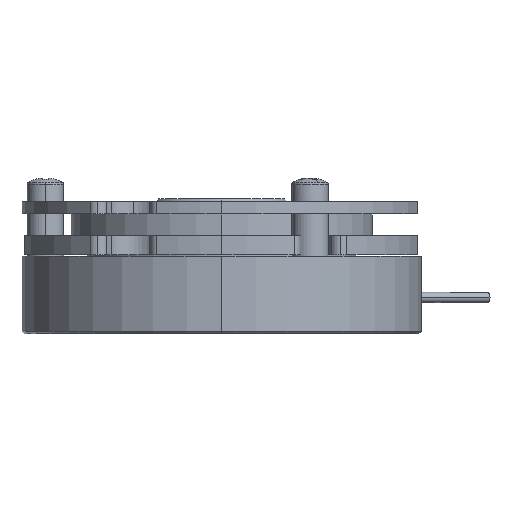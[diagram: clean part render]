
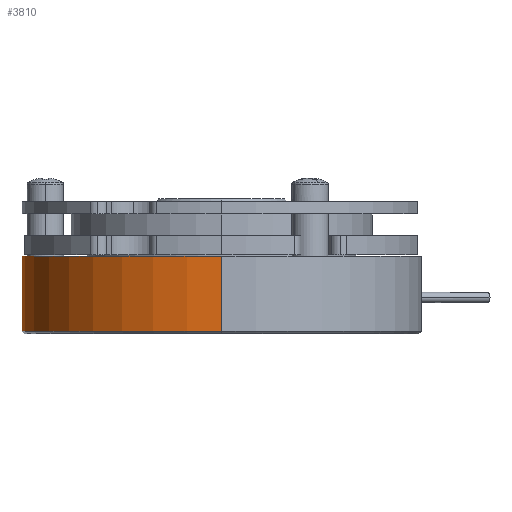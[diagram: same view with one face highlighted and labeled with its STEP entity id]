
A CAD part, left-side view. The second image highlights one B-rep face of the part: STEP entity #3810.
In plain terms, the highlighted cylindrical face has radius 38.5 mm (diameter 77 mm), a partial arc.
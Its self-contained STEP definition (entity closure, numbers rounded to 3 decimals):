
#3768 = ORIENTED_EDGE ( 'NONE', *, *, #3845, .F. ) ;
#3797 = VERTEX_POINT ( 'NONE', #12629 ) ;
#3798 = ORIENTED_EDGE ( 'NONE', *, *, #3854, .T. ) ;
#3810 = ADVANCED_FACE ( 'NONE', ( #12586 ), #12568, .T. ) ;
#3817 = EDGE_CURVE ( 'NONE', #3797, #4072, #12663, .T. ) ;
#3831 = ORIENTED_EDGE ( 'NONE', *, *, #3817, .F. ) ;
#3845 = EDGE_CURVE ( 'NONE', #3846, #3797, #12721, .T. ) ;
#3846 = VERTEX_POINT ( 'NONE', #12714 ) ;
#3851 = ORIENTED_EDGE ( 'NONE', *, *, #4091, .T. ) ;
#3854 = EDGE_CURVE ( 'NONE', #3846, #4092, #12680, .T. ) ;
#3857 = EDGE_LOOP ( 'NONE', ( #3768, #3798, #3851, #3831 ) ) ;
#4072 = VERTEX_POINT ( 'NONE', #13008 ) ;
#4091 = EDGE_CURVE ( 'NONE', #4092, #4072, #13063, .T. ) ;
#4092 = VERTEX_POINT ( 'NONE', #13058 ) ;
#12564 = DIRECTION ( 'NONE',  ( -1., 0., 0. ) ) ;
#12565 = DIRECTION ( 'NONE',  ( 0., 0., -1. ) ) ;
#12566 = CARTESIAN_POINT ( 'NONE',  ( 0., 0., 15. ) ) ;
#12567 = AXIS2_PLACEMENT_3D ( 'NONE', #12566, #12565, #12564 ) ;
#12568 = CYLINDRICAL_SURFACE ( 'NONE', #12567, 38.5 ) ;
#12586 = FACE_OUTER_BOUND ( 'NONE', #3857, .T. ) ;
#12629 = CARTESIAN_POINT ( 'NONE',  ( -38.5, 0., 15. ) ) ;
#12660 = DIRECTION ( 'NONE',  ( 0., 0., -1. ) ) ;
#12661 = VECTOR ( 'NONE', #12660, 1000. ) ;
#12662 = CARTESIAN_POINT ( 'NONE',  ( -38.5, 0., 15. ) ) ;
#12663 = LINE ( 'NONE', #12662, #12661 ) ;
#12678 = AXIS2_PLACEMENT_3D ( 'NONE', #12697, #12696, #12695 ) ;
#12679 = CARTESIAN_POINT ( 'NONE',  ( 38.5, 0., 15. ) ) ;
#12680 = LINE ( 'NONE', #12679, #12699 ) ;
#12695 = DIRECTION ( 'NONE',  ( 1., 0., 0. ) ) ;
#12696 = DIRECTION ( 'NONE',  ( 0., 0., 1. ) ) ;
#12697 = CARTESIAN_POINT ( 'NONE',  ( 0., 0., 15. ) ) ;
#12698 = DIRECTION ( 'NONE',  ( 0., 0., -1. ) ) ;
#12699 = VECTOR ( 'NONE', #12698, 1000. ) ;
#12714 = CARTESIAN_POINT ( 'NONE',  ( 38.5, 0., 15. ) ) ;
#12721 = CIRCLE ( 'NONE', #12678, 38.5 ) ;
#13008 = CARTESIAN_POINT ( 'NONE',  ( -38.5, 0., 0.5 ) ) ;
#13058 = CARTESIAN_POINT ( 'NONE',  ( 38.5, 0., 0.5 ) ) ;
#13059 = DIRECTION ( 'NONE',  ( 1., 0., 0. ) ) ;
#13060 = DIRECTION ( 'NONE',  ( 0., 0., 1. ) ) ;
#13061 = CARTESIAN_POINT ( 'NONE',  ( 0., 0., 0.5 ) ) ;
#13062 = AXIS2_PLACEMENT_3D ( 'NONE', #13061, #13060, #13059 ) ;
#13063 = CIRCLE ( 'NONE', #13062, 38.5 ) ;
